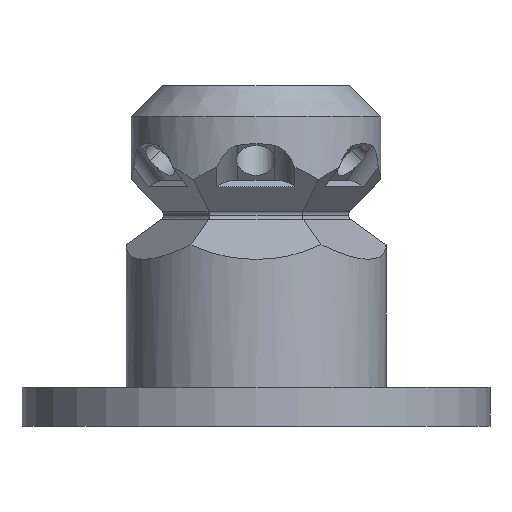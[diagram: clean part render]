
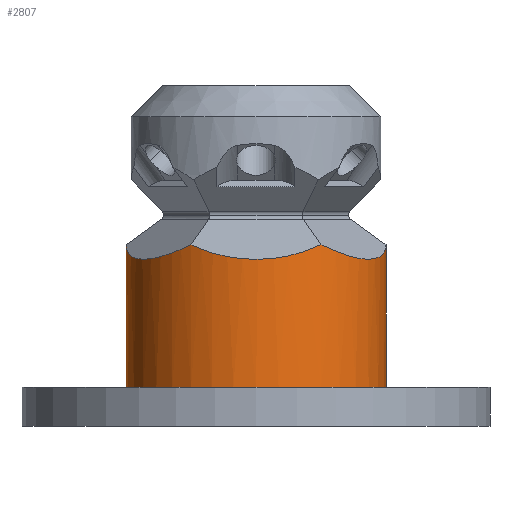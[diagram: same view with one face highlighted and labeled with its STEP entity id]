
A CAD part, front view. The second image highlights one B-rep face of the part: STEP entity #2807.
In plain terms, the highlighted cylindrical face has radius 31.75 mm (diameter 63.5 mm), a partial arc.
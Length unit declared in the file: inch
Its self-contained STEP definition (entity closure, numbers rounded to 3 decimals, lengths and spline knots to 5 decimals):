
#33 = VERTEX_POINT ( 'NONE', #1898 ) ;
#42 =( BOUNDED_CURVE ( )  B_SPLINE_CURVE ( 3, ( #1656, #3284, #2112, #1283 ),
 .UNSPECIFIED., .F., .T. ) 
 B_SPLINE_CURVE_WITH_KNOTS ( ( 4, 4 ),
 ( 2.61799, 3.66519 ),
 .UNSPECIFIED. ) 
 CURVE ( )  GEOMETRIC_REPRESENTATION_ITEM ( )  RATIONAL_B_SPLINE_CURVE ( ( 1., 0.911, 0.911, 1. ) ) 
 REPRESENTATION_ITEM ( '' )  );
#202 = EDGE_LOOP ( 'NONE', ( #2667, #1402, #2003, #512, #3563, #2265 ) ) ;
#234 = VECTOR ( 'NONE', #3191, 39.37008 ) ;
#329 =( BOUNDED_CURVE ( )  B_SPLINE_CURVE ( 3, ( #939, #559, #4181, #4650 ),
 .UNSPECIFIED., .F., .T. ) 
 B_SPLINE_CURVE_WITH_KNOTS ( ( 4, 4 ),
 ( 2.61799, 3.66519 ),
 .UNSPECIFIED. ) 
 CURVE ( )  GEOMETRIC_REPRESENTATION_ITEM ( )  RATIONAL_B_SPLINE_CURVE ( ( 1., 0.911, 0.911, 1. ) ) 
 REPRESENTATION_ITEM ( '' )  );
#353 = CARTESIAN_POINT ( 'NONE',  ( 1.02123, -0.85377, 4.65802 ) ) ;
#405 = DIRECTION ( 'NONE',  ( 1., 0., 0. ) ) ;
#512 = ORIENTED_EDGE ( 'NONE', *, *, #611, .F. ) ;
#559 = CARTESIAN_POINT ( 'NONE',  ( 0.22877, -1.3113, 4.65802 ) ) ;
#611 = EDGE_CURVE ( 'NONE', #4104, #5261, #1355, .T. ) ;
#772 = DIRECTION ( 'NONE',  ( 0., 0., 1. ) ) ;
#914 = AXIS2_PLACEMENT_3D ( 'NONE', #4750, #772, #1098 ) ;
#939 = CARTESIAN_POINT ( 'NONE',  ( 0.625, -1.08253, 4.84997 ) ) ;
#1098 = DIRECTION ( 'NONE',  ( 1., 0., 0. ) ) ;
#1283 = CARTESIAN_POINT ( 'NONE',  ( -0.625, -1.08253, 4.84997 ) ) ;
#1342 = VERTEX_POINT ( 'NONE', #4165 ) ;
#1355 =( BOUNDED_CURVE ( )  B_SPLINE_CURVE ( 3, ( #1589, #353, #4397, #3594 ),
 .UNSPECIFIED., .F., .F. ) 
 B_SPLINE_CURVE_WITH_KNOTS ( ( 4, 4 ),
 ( 5.75959, 6.80678 ),
 .UNSPECIFIED. ) 
 CURVE ( )  GEOMETRIC_REPRESENTATION_ITEM ( )  RATIONAL_B_SPLINE_CURVE ( ( 1., 0.911, 0.911, 1. ) ) 
 REPRESENTATION_ITEM ( '' )  );
#1382 = EDGE_CURVE ( 'NONE', #1678, #3610, #1590, .T. ) ;
#1402 = ORIENTED_EDGE ( 'NONE', *, *, #1382, .F. ) ;
#1416 = AXIS2_PLACEMENT_3D ( 'NONE', #2019, #1617, #405 ) ;
#1589 = CARTESIAN_POINT ( 'NONE',  ( 0.625, -1.08253, 4.84997 ) ) ;
#1590 = CIRCLE ( 'NONE', #1416, 1.25 ) ;
#1617 = DIRECTION ( 'NONE',  ( 0., 0., -1. ) ) ;
#1620 = CARTESIAN_POINT ( 'NONE',  ( -1.25, 0., 3.104 ) ) ;
#1656 = CARTESIAN_POINT ( 'NONE',  ( -1.25, 0., 4.84997 ) ) ;
#1678 = VERTEX_POINT ( 'NONE', #3854 ) ;
#1799 = CARTESIAN_POINT ( 'NONE',  ( 1.25, 0., 4.84997 ) ) ;
#1898 = CARTESIAN_POINT ( 'NONE',  ( -0.625, -1.08253, 4.84997 ) ) ;
#1908 = EDGE_CURVE ( 'NONE', #1342, #33, #42, .T. ) ;
#2003 = ORIENTED_EDGE ( 'NONE', *, *, #5123, .T. ) ;
#2019 = CARTESIAN_POINT ( 'NONE',  ( 0., 0., 3.479 ) ) ;
#2112 = CARTESIAN_POINT ( 'NONE',  ( -1.02123, -0.85377, 4.65802 ) ) ;
#2265 = ORIENTED_EDGE ( 'NONE', *, *, #1908, .F. ) ;
#2459 = DIRECTION ( 'NONE',  ( 0., 0., 1. ) ) ;
#2563 = CARTESIAN_POINT ( 'NONE',  ( -1.25, 0., 3.479 ) ) ;
#2667 = ORIENTED_EDGE ( 'NONE', *, *, #3867, .F. ) ;
#2807 = ADVANCED_FACE ( 'NONE', ( #3529 ), #5154, .T. ) ;
#2871 = LINE ( 'NONE', #1620, #234 ) ;
#3182 = CARTESIAN_POINT ( 'NONE',  ( 0.625, -1.08253, 4.84997 ) ) ;
#3191 = DIRECTION ( 'NONE',  ( 0., 0., 1. ) ) ;
#3284 = CARTESIAN_POINT ( 'NONE',  ( -1.25, -0.45753, 4.65802 ) ) ;
#3529 = FACE_OUTER_BOUND ( 'NONE', #202, .T. ) ;
#3563 = ORIENTED_EDGE ( 'NONE', *, *, #5240, .T. ) ;
#3594 = CARTESIAN_POINT ( 'NONE',  ( 1.25, 0., 4.84997 ) ) ;
#3610 = VERTEX_POINT ( 'NONE', #2563 ) ;
#3854 = CARTESIAN_POINT ( 'NONE',  ( 1.25, 0., 3.479 ) ) ;
#3867 = EDGE_CURVE ( 'NONE', #3610, #1342, #2871, .T. ) ;
#3937 = VECTOR ( 'NONE', #2459, 39.37008 ) ;
#4008 = CARTESIAN_POINT ( 'NONE',  ( 1.25, 0., 3.104 ) ) ;
#4063 = LINE ( 'NONE', #4008, #3937 ) ;
#4104 = VERTEX_POINT ( 'NONE', #3182 ) ;
#4165 = CARTESIAN_POINT ( 'NONE',  ( -1.25, 0., 4.84997 ) ) ;
#4181 = CARTESIAN_POINT ( 'NONE',  ( -0.22877, -1.3113, 4.65802 ) ) ;
#4397 = CARTESIAN_POINT ( 'NONE',  ( 1.25, -0.45753, 4.65802 ) ) ;
#4650 = CARTESIAN_POINT ( 'NONE',  ( -0.625, -1.08253, 4.84997 ) ) ;
#4750 = CARTESIAN_POINT ( 'NONE',  ( 0., 0., 3.104 ) ) ;
#5123 = EDGE_CURVE ( 'NONE', #1678, #5261, #4063, .T. ) ;
#5154 = CYLINDRICAL_SURFACE ( 'NONE', #914, 1.25 ) ;
#5240 = EDGE_CURVE ( 'NONE', #4104, #33, #329, .T. ) ;
#5261 = VERTEX_POINT ( 'NONE', #1799 ) ;
